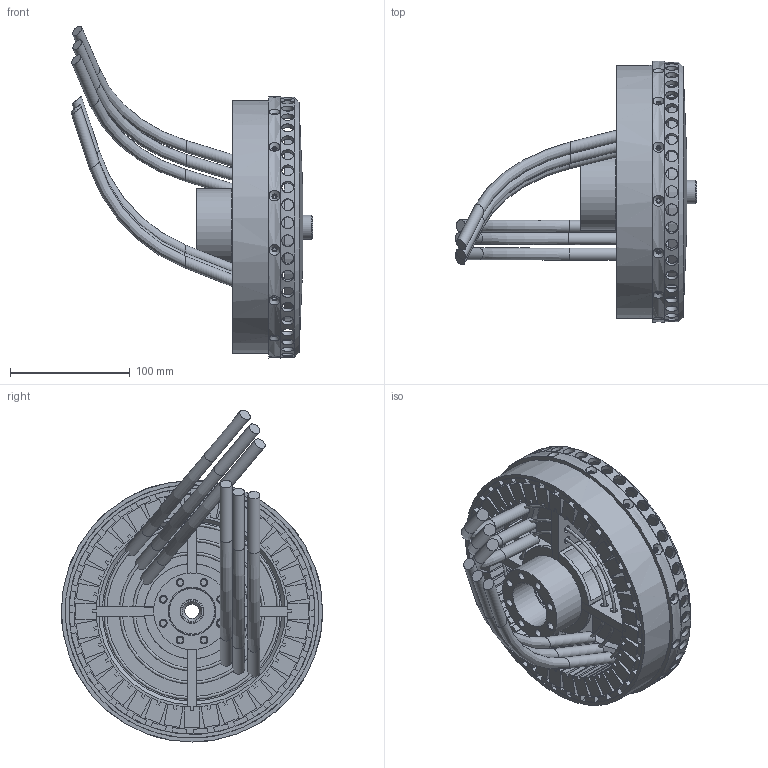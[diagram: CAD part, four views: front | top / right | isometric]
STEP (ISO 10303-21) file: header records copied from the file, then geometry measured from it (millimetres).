
FILE_DESCRIPTION(('FreeCAD Model'),'2;1');
FILE_NAME('HPD20.step','2020-01-10T17:56:09',('Author'),(''), 'Open CASCADE STEP processor 7.3','FreeCAD','Unknown');
FILE_SCHEMA(('AUTOMOTIVE_DESIGN { 1 0 10303 214 1 1 1 1 }'));
Products named in the file (19): Rotorglocke_001; 40mmStatorlagerHPD20_001; Stromleiter_001; 40mmRotorwelleHPD20_001; 40mmGfK_PlatteHPD20_001; 40mmGfK_PlatteHPD20_002; 40mmGfK_PlatteHPD20_003; 40mmGfK_PlatteHPD20_004; Rueckschlussring40mm_Assembly_001; HPD20_Druckstueck_001; HPD20_Blech_001; Motorkabel_001; Kugellager254712_001; Kugellager20428_001; Motorkabel_002; Motorkabel_003; Motorkabel_004; Motorkabel_005; Motorkabel_006
Bounding box: 201.73 x 218.2 x 277.1 mm (x, y, z)
Volume: 1010061 mm3; surface area: 479883 mm2
Topology: 89 solids, 92 shells, 951 faces, 2190 edges, 1440 vertices
Faces by surface type: plane 700, cylinder 170, cone 43, bspline 17, extrusion 12, revolution 9
Full cylindrical faces by diameter (mm): 3.2 x15, 3.5 x3, 3.9 x12, 4.2 x21, 5 x20, 6 x6, 6.5 x8, 10 x45, 12 x1, 12.2 x1, 20 x4, 25 x2, 31 x1, 34 x1, 38 x1, 40 x1, 42 x3, 47 x2, 56.5 x1, 60 x1, 64 x1, 150 x1, 156 x1, 205.7 x1, 209 x1, 211.5 x2, 217 x1, 218.2 x1
Entity records: 120106 total; most frequent: CARTESIAN_POINT 68525, DIRECTION 7977, VECTOR 5358, LINE 5346, ORIENTED_EDGE 4368, PCURVE 4368, DEFINITIONAL_REPRESENTATION 4368, EDGE_CURVE 2184
